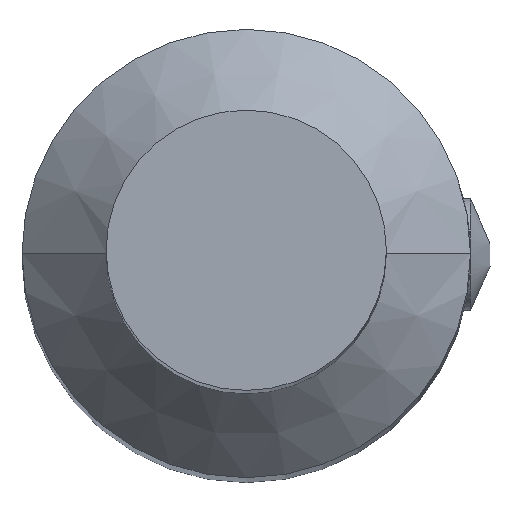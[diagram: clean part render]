
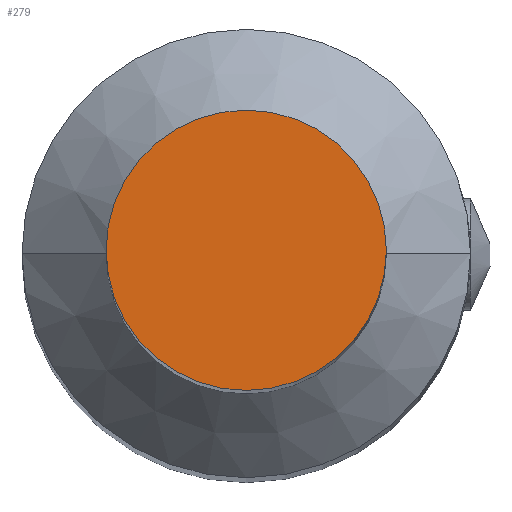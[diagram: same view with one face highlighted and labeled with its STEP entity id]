
A CAD part, top view. The second image highlights one B-rep face of the part: STEP entity #279.
In plain terms, the highlighted planar face has unit normal (0, 0, 1).
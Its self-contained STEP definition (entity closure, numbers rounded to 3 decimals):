
#6 = VERTEX_POINT ( 'NONE', #282 ) ;
#147 = AXIS2_PLACEMENT_3D ( 'NONE', #442, #530, #403 ) ;
#181 = EDGE_LOOP ( 'NONE', ( #436, #235 ) ) ;
#224 = CIRCLE ( 'NONE', #293, 1.25 ) ;
#234 = CIRCLE ( 'NONE', #485, 1.25 ) ;
#235 = ORIENTED_EDGE ( 'NONE', *, *, #537, .T. ) ;
#253 = CARTESIAN_POINT ( 'NONE',  ( 1.25, 0., 41.746 ) ) ;
#255 = CARTESIAN_POINT ( 'NONE',  ( 0., 0., 41.746 ) ) ;
#279 = ADVANCED_FACE ( 'NONE', ( #288 ), #527, .T. ) ;
#282 = CARTESIAN_POINT ( 'NONE',  ( -1.25, 0., 41.746 ) ) ;
#288 = FACE_OUTER_BOUND ( 'NONE', #181, .T. ) ;
#293 = AXIS2_PLACEMENT_3D ( 'NONE', #522, #518, #495 ) ;
#359 = DIRECTION ( 'NONE',  ( 1., 0., 0. ) ) ;
#403 = DIRECTION ( 'NONE',  ( 1., 0., 0. ) ) ;
#436 = ORIENTED_EDGE ( 'NONE', *, *, #585, .T. ) ;
#442 = CARTESIAN_POINT ( 'NONE',  ( 0., 0., 41.746 ) ) ;
#478 = DIRECTION ( 'NONE',  ( 0., 0., 1. ) ) ;
#485 = AXIS2_PLACEMENT_3D ( 'NONE', #255, #478, #359 ) ;
#495 = DIRECTION ( 'NONE',  ( 1., 0., 0. ) ) ;
#518 = DIRECTION ( 'NONE',  ( 0., 0., 1. ) ) ;
#522 = CARTESIAN_POINT ( 'NONE',  ( 0., 0., 41.746 ) ) ;
#527 = PLANE ( 'NONE',  #147 ) ;
#530 = DIRECTION ( 'NONE',  ( 0., 0., 1. ) ) ;
#537 = EDGE_CURVE ( 'NONE', #6, #595, #224, .T. ) ;
#585 = EDGE_CURVE ( 'NONE', #595, #6, #234, .T. ) ;
#595 = VERTEX_POINT ( 'NONE', #253 ) ;
